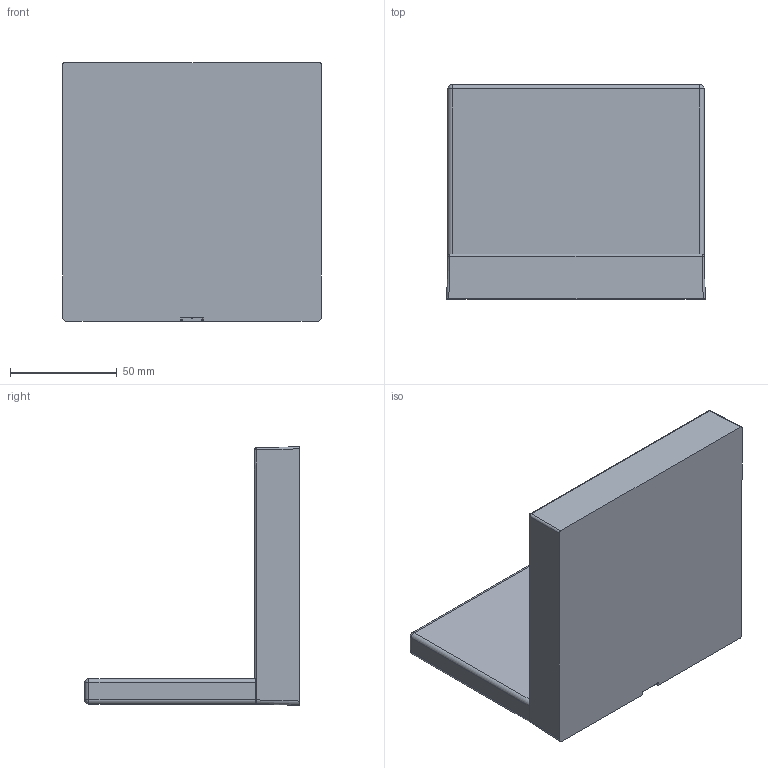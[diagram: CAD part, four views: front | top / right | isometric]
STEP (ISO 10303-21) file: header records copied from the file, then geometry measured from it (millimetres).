
FILE_DESCRIPTION(('CAx-IF Rec.Pracs.---Model Styling and Organization---1.2---2011-12-15','CAx-IF Rec.Pracs.---Geometric and Assembly Validation Properties---4.1---2014-06-16','CAx-IF Rec.Pracs.---PMI Polyline Presentation---2.0---2013-05-24'),'2;1');
FILE_NAME('1000128224_PPR_000.stp','2018-07-17T08:09:43+02:00',(''),(''),'STEP Interface 4.1 by CT CoreTechnologie','3D_Evolution4.1 by CT CoreTechnologie','');
FILE_SCHEMA(('AP203_CONFIGURATION_CONTROLLED_3D_DESIGN_OF_MECHANICAL_PARTS_AND_ASSEMBLIES_MIM_LF'));
Length unit declared in the file: millimetre
Products named in the file (5): P_2 Ablage kurz kpl. Starck Shower Sol. 1000128224_PPR_000_A0; P_2 BG Ablage kurz Starck Shower Sol. 1000128223_PPR_000_A0; P_2 Ablage kurz Shower Solution Starck 1000128221_PPA_000_A0; P_2 Platte Ablage ku. Starck Shower Sol. 1000128219_PPA_000_A0; P_2 HG Griffstopfen 1000084524_PPA_000_A0
Assembly tree (5 placements, depth 3):
  P_2 Ablage kurz kpl. Starck Shower Sol. 1000128224_PPR_000_A0
    P_2 BG Ablage kurz Starck Shower Sol. 1000128223_PPR_000_A0
      P_2 Ablage kurz Shower Solution Starck 1000128221_PPA_000_A0
      P_2 Platte Ablage ku. Starck Shower Sol. 1000128219_PPA_000_A0
    P_2 HG Griffstopfen 1000084524_PPA_000_A0  x2
Bounding box: 121.1 x 100.5 x 121.1 mm (x, y, z)
Volume: 419035.4 mm3; surface area: 62678.4 mm2
Topology: 4 solids, 4 shells, 67 faces, 151 edges, 88 vertices
Faces by surface type: cylinder 30, plane 24, bspline 13
Entity records: 3509 total; most frequent: CARTESIAN_POINT 1108, DIRECTION 277, ORIENTED_EDGE 270, EDGE_CURVE 135, AXIS2_PLACEMENT_3D 104, VERTEX_POINT 82, VECTOR 69, LINE 69
